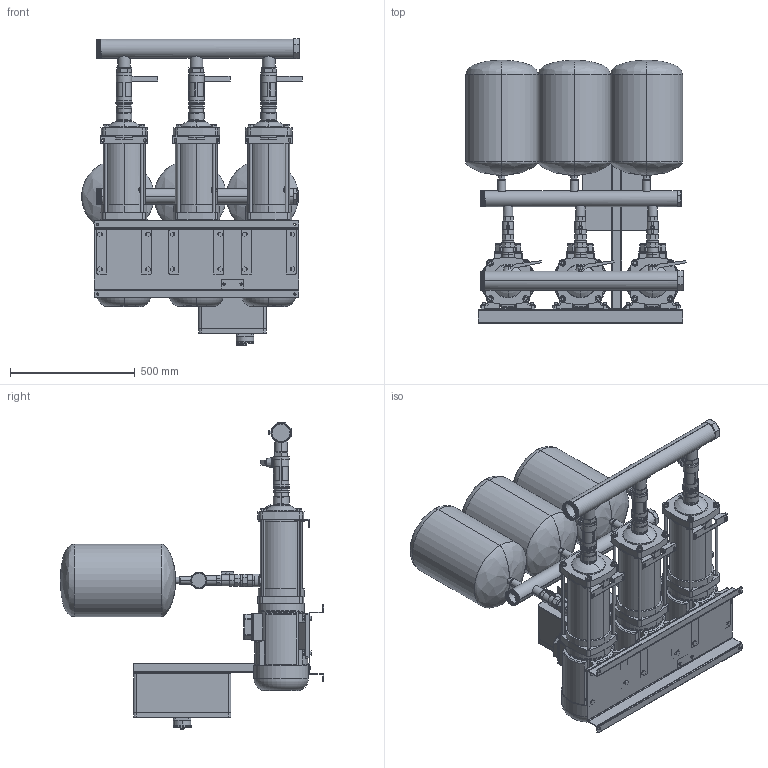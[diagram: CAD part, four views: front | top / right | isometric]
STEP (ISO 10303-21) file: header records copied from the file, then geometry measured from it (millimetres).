
FILE_DESCRIPTION (( 'STEP AP214' ), '1' );
FILE_NAME ('3EH_15-7_TS.STEP', '2022-03-02T10:03:38', ( '' ), ( '' ), 'SwSTEP 2.0', 'SolidWorks 2020', '' );
FILE_SCHEMA (( 'AUTOMOTIVE_DESIGN' ));
Length unit declared in the file: mil
Products named in the file (1): 3EH_15-7_TS
Bounding box: 885 x 1055 x 1227.9 mm (x, y, z)
Volume: 107649590.4 mm3; surface area: 8518825.4 mm2
Topology: 120 solids, 121 shells, 2733 faces, 6541 edges, 4199 vertices
Faces by surface type: plane 1417, cylinder 1053, cone 136, torus 69, sphere 38, bspline 20
Entity records: 103210 total; most frequent: CARTESIAN_POINT 35636, DIRECTION 13554, ORIENTED_EDGE 13018, EDGE_CURVE 6509, AXIS2_PLACEMENT_3D 4883, VERTEX_POINT 4199, VECTOR 3788, LINE 3788
